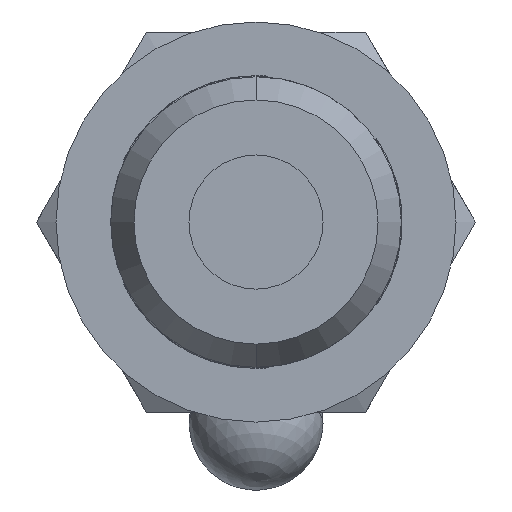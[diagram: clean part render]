
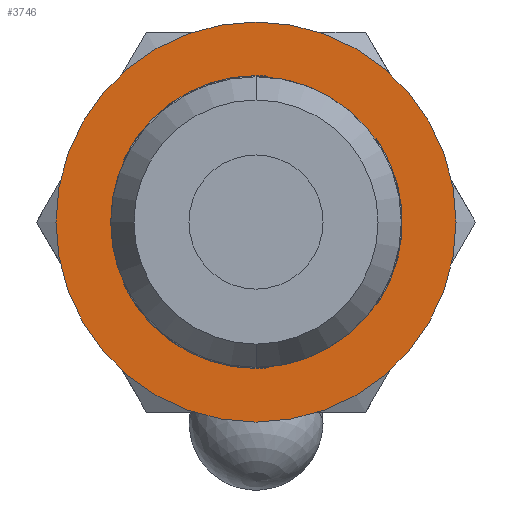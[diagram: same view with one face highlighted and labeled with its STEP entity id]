
A CAD part, front view. The second image highlights one B-rep face of the part: STEP entity #3746.
In plain terms, the highlighted planar face has unit normal (0, -1, 0).
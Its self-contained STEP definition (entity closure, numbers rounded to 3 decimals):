
#193 = DIRECTION ( 'NONE',  ( 0., 0., -1. ) ) ;
#194 = DIRECTION ( 'NONE',  ( 0., -1., 0. ) ) ;
#195 = CARTESIAN_POINT ( 'NONE',  ( 0., 7.2, 0. ) ) ;
#196 = AXIS2_PLACEMENT_3D ( 'NONE', #195, #194, #193 ) ;
#197 = CIRCLE ( 'NONE', #196, 6.55 ) ;
#246 = AXIS2_PLACEMENT_3D ( 'NONE', #325, #324, #323 ) ;
#247 = CIRCLE ( 'NONE', #246, 8.95 ) ;
#248 = AXIS2_PLACEMENT_3D ( 'NONE', #318, #317, #316 ) ;
#249 = CIRCLE ( 'NONE', #248, 6.55 ) ;
#254 = CARTESIAN_POINT ( 'NONE',  ( 0., 7.2, 6.55 ) ) ;
#286 = CARTESIAN_POINT ( 'NONE',  ( -5.85, 7.2, -2.946 ) ) ;
#315 = CARTESIAN_POINT ( 'NONE',  ( -5.85, 7.2, 2.946 ) ) ;
#316 = DIRECTION ( 'NONE',  ( 0., 0., -1. ) ) ;
#317 = DIRECTION ( 'NONE',  ( 0., -1., 0. ) ) ;
#318 = CARTESIAN_POINT ( 'NONE',  ( 0., 7.2, 0. ) ) ;
#322 = CARTESIAN_POINT ( 'NONE',  ( 0., 7.2, -8.95 ) ) ;
#323 = DIRECTION ( 'NONE',  ( 0., 0., -1. ) ) ;
#324 = DIRECTION ( 'NONE',  ( 0., -1., 0. ) ) ;
#325 = CARTESIAN_POINT ( 'NONE',  ( 0., 7.2, 0. ) ) ;
#357 = CARTESIAN_POINT ( 'NONE',  ( 0., 7.2, -6.55 ) ) ;
#2035 = AXIS2_PLACEMENT_3D ( 'NONE', #2041, #2040, #2098 ) ;
#2040 = DIRECTION ( 'NONE',  ( 0., -1., 0. ) ) ;
#2041 = CARTESIAN_POINT ( 'NONE',  ( 0., 7.2, 0. ) ) ;
#2052 = DIRECTION ( 'NONE',  ( 0.866, 0., 0.5 ) ) ;
#2053 = VECTOR ( 'NONE', #2052, 1000. ) ;
#2054 = CARTESIAN_POINT ( 'NONE',  ( 5.476, 7.2, -3.593 ) ) ;
#2055 = LINE ( 'NONE', #2054, #2053 ) ;
#2076 = LINE ( 'NONE', #2095, #2086 ) ;
#2085 = DIRECTION ( 'NONE',  ( -0.866, 0., 0.5 ) ) ;
#2086 = VECTOR ( 'NONE', #2085, 1000. ) ;
#2095 = CARTESIAN_POINT ( 'NONE',  ( 0.374, 7.2, 6.539 ) ) ;
#2098 = DIRECTION ( 'NONE',  ( 0., 0., -1. ) ) ;
#2099 = DIRECTION ( 'NONE',  ( 0., -1., 0. ) ) ;
#2100 = CARTESIAN_POINT ( 'NONE',  ( 0., 7.2, 0. ) ) ;
#2102 = DIRECTION ( 'NONE',  ( 0., 0., -1. ) ) ;
#2106 = CARTESIAN_POINT ( 'NONE',  ( 0.374, 7.2, -6.539 ) ) ;
#2117 = CIRCLE ( 'NONE', #2134, 6.55 ) ;
#2134 = AXIS2_PLACEMENT_3D ( 'NONE', #2100, #2099, #2102 ) ;
#2179 = DIRECTION ( 'NONE',  ( -0.866, 0., 0.5 ) ) ;
#2191 = VECTOR ( 'NONE', #2179, 1000. ) ;
#2192 = CARTESIAN_POINT ( 'NONE',  ( 0.374, 7.2, 6.539 ) ) ;
#2193 = LINE ( 'NONE', #2192, #2191 ) ;
#2206 = DIRECTION ( 'NONE',  ( 0., 0., -1. ) ) ;
#2207 = DIRECTION ( 'NONE',  ( 0., -1., 0. ) ) ;
#2209 = CARTESIAN_POINT ( 'NONE',  ( 0., 7.2, 0. ) ) ;
#2220 = CARTESIAN_POINT ( 'NONE',  ( 0.374, 7.2, 6.539 ) ) ;
#2228 = CIRCLE ( 'NONE', #2035, 6.55 ) ;
#2236 = AXIS2_PLACEMENT_3D ( 'NONE', #2209, #2207, #2206 ) ;
#2237 = CIRCLE ( 'NONE', #2236, 8.95 ) ;
#2239 = CARTESIAN_POINT ( 'NONE',  ( 5.476, 7.2, 3.593 ) ) ;
#2255 = CARTESIAN_POINT ( 'NONE',  ( 0., 7.2, 0. ) ) ;
#2260 = DIRECTION ( 'NONE',  ( 0., -1., 0. ) ) ;
#2264 = DIRECTION ( 'NONE',  ( 0., 0., -1. ) ) ;
#2265 = AXIS2_PLACEMENT_3D ( 'NONE', #2255, #2260, #2264 ) ;
#2267 = CARTESIAN_POINT ( 'NONE',  ( 5.476, 7.2, -3.593 ) ) ;
#2276 = CIRCLE ( 'NONE', #2265, 6.55 ) ;
#2285 = DIRECTION ( 'NONE',  ( 0., 0., -1. ) ) ;
#2286 = VECTOR ( 'NONE', #2285, 1000. ) ;
#2287 = CARTESIAN_POINT ( 'NONE',  ( -5.85, 7.2, -2.946 ) ) ;
#2296 = LINE ( 'NONE', #2287, #2286 ) ;
#2311 = DIRECTION ( 'NONE',  ( 0.866, 0., 0.5 ) ) ;
#2312 = VECTOR ( 'NONE', #2311, 1000. ) ;
#2313 = CARTESIAN_POINT ( 'NONE',  ( 5.476, 7.2, -3.593 ) ) ;
#2314 = LINE ( 'NONE', #2313, #2312 ) ;
#2320 = FACE_BOUND ( 'NONE', #3750, .T. ) ;
#2321 = FACE_OUTER_BOUND ( 'NONE', #3747, .T. ) ;
#2323 = CARTESIAN_POINT ( 'NONE',  ( 6.55, 7.2, 0. ) ) ;
#2325 = DIRECTION ( 'NONE',  ( 0., 0., -1. ) ) ;
#2326 = VECTOR ( 'NONE', #2325, 1000. ) ;
#2327 = CARTESIAN_POINT ( 'NONE',  ( -5.85, 7.2, -2.946 ) ) ;
#2329 = AXIS2_PLACEMENT_3D ( 'NONE', #2323, #2349, #2348 ) ;
#2332 = CARTESIAN_POINT ( 'NONE',  ( 0., 7.2, 0. ) ) ;
#2333 = AXIS2_PLACEMENT_3D ( 'NONE', #2332, #2372, #2371 ) ;
#2334 = CIRCLE ( 'NONE', #2333, 6.5 ) ;
#2339 = CARTESIAN_POINT ( 'NONE',  ( -5.85, 7.2, -2.833 ) ) ;
#2341 = LINE ( 'NONE', #2327, #2326 ) ;
#2342 = PLANE ( 'NONE',  #2329 ) ;
#2348 = DIRECTION ( 'NONE',  ( 0., 0., -1. ) ) ;
#2349 = DIRECTION ( 'NONE',  ( 0., -1., 0. ) ) ;
#2366 = CARTESIAN_POINT ( 'NONE',  ( -5.85, 7.2, 2.833 ) ) ;
#2371 = DIRECTION ( 'NONE',  ( 0., 0., -1. ) ) ;
#2372 = DIRECTION ( 'NONE',  ( 0., 1., 0. ) ) ;
#2471 = CARTESIAN_POINT ( 'NONE',  ( 0., 7.2, 8.95 ) ) ;
#2582 = EDGE_CURVE ( 'NONE', #2583, #2584, #3844, .T. ) ;
#2583 = VERTEX_POINT ( 'NONE', #3839 ) ;
#2584 = VERTEX_POINT ( 'NONE', #3838 ) ;
#2588 = EDGE_CURVE ( 'NONE', #2589, #2590, #3824, .T. ) ;
#2589 = VERTEX_POINT ( 'NONE', #3825 ) ;
#2590 = VERTEX_POINT ( 'NONE', #3894 ) ;
#2646 = VERTEX_POINT ( 'NONE', #2471 ) ;
#2727 = EDGE_CURVE ( 'NONE', #2728, #2646, #247, .T. ) ;
#2728 = VERTEX_POINT ( 'NONE', #322 ) ;
#2735 = VERTEX_POINT ( 'NONE', #286 ) ;
#2737 = EDGE_CURVE ( 'NONE', #2735, #2738, #197, .T. ) ;
#2738 = VERTEX_POINT ( 'NONE', #357 ) ;
#2744 = VERTEX_POINT ( 'NONE', #254 ) ;
#2748 = EDGE_CURVE ( 'NONE', #2744, #2749, #249, .T. ) ;
#2749 = VERTEX_POINT ( 'NONE', #315 ) ;
#3512 = ORIENTED_EDGE ( 'NONE', *, *, #3547, .F. ) ;
#3513 = ORIENTED_EDGE ( 'NONE', *, *, #2737, .F. ) ;
#3518 = EDGE_CURVE ( 'NONE', #2589, #3591, #2076, .T. ) ;
#3534 = EDGE_CURVE ( 'NONE', #3550, #2584, #2055, .T. ) ;
#3547 = EDGE_CURVE ( 'NONE', #2738, #3550, #2117, .T. ) ;
#3550 = VERTEX_POINT ( 'NONE', #2106 ) ;
#3585 = EDGE_CURVE ( 'NONE', #2646, #2728, #2237, .T. ) ;
#3591 = VERTEX_POINT ( 'NONE', #2220 ) ;
#3626 = EDGE_CURVE ( 'NONE', #3633, #2590, #2193, .T. ) ;
#3631 = EDGE_CURVE ( 'NONE', #3636, #3633, #2228, .T. ) ;
#3633 = VERTEX_POINT ( 'NONE', #2239 ) ;
#3636 = VERTEX_POINT ( 'NONE', #2267 ) ;
#3638 = EDGE_CURVE ( 'NONE', #3591, #2744, #2276, .T. ) ;
#3694 = EDGE_CURVE ( 'NONE', #2749, #3816, #2296, .T. ) ;
#3710 = EDGE_CURVE ( 'NONE', #2583, #3636, #2314, .T. ) ;
#3714 = ORIENTED_EDGE ( 'NONE', *, *, #2748, .F. ) ;
#3715 = ORIENTED_EDGE ( 'NONE', *, *, #3638, .F. ) ;
#3716 = ORIENTED_EDGE ( 'NONE', *, *, #3518, .F. ) ;
#3717 = ORIENTED_EDGE ( 'NONE', *, *, #2588, .T. ) ;
#3718 = ORIENTED_EDGE ( 'NONE', *, *, #3626, .F. ) ;
#3719 = ORIENTED_EDGE ( 'NONE', *, *, #3631, .F. ) ;
#3720 = ORIENTED_EDGE ( 'NONE', *, *, #3710, .F. ) ;
#3721 = ORIENTED_EDGE ( 'NONE', *, *, #2582, .T. ) ;
#3722 = ORIENTED_EDGE ( 'NONE', *, *, #3534, .F. ) ;
#3726 = VERTEX_POINT ( 'NONE', #2339 ) ;
#3730 = EDGE_CURVE ( 'NONE', #3726, #2735, #2341, .T. ) ;
#3746 = ADVANCED_FACE ( 'NONE', ( #2321, #2320 ), #2342, .T. ) ;
#3747 = EDGE_LOOP ( 'NONE', ( #3748, #3749 ) ) ;
#3748 = ORIENTED_EDGE ( 'NONE', *, *, #2727, .T. ) ;
#3749 = ORIENTED_EDGE ( 'NONE', *, *, #3585, .T. ) ;
#3750 = EDGE_LOOP ( 'NONE', ( #3777, #3778, #3780, #3714, #3715, #3716, #3717, #3718, #3719, #3720, #3721, #3722, #3512, #3513 ) ) ;
#3777 = ORIENTED_EDGE ( 'NONE', *, *, #3730, .F. ) ;
#3778 = ORIENTED_EDGE ( 'NONE', *, *, #3779, .T. ) ;
#3779 = EDGE_CURVE ( 'NONE', #3726, #3816, #2334, .T. ) ;
#3780 = ORIENTED_EDGE ( 'NONE', *, *, #3694, .F. ) ;
#3816 = VERTEX_POINT ( 'NONE', #2366 ) ;
#3820 = DIRECTION ( 'NONE',  ( 0., 0., -1. ) ) ;
#3821 = DIRECTION ( 'NONE',  ( 0., 1., 0. ) ) ;
#3822 = CARTESIAN_POINT ( 'NONE',  ( 0., 7.2, 0. ) ) ;
#3823 = AXIS2_PLACEMENT_3D ( 'NONE', #3822, #3821, #3820 ) ;
#3824 = CIRCLE ( 'NONE', #3823, 6.5 ) ;
#3825 = CARTESIAN_POINT ( 'NONE',  ( 0.471, 7.2, 6.483 ) ) ;
#3838 = CARTESIAN_POINT ( 'NONE',  ( 0.471, 7.2, -6.483 ) ) ;
#3839 = CARTESIAN_POINT ( 'NONE',  ( 5.379, 7.2, -3.65 ) ) ;
#3840 = DIRECTION ( 'NONE',  ( 0., 0., -1. ) ) ;
#3841 = DIRECTION ( 'NONE',  ( 0., 1., 0. ) ) ;
#3842 = CARTESIAN_POINT ( 'NONE',  ( 0., 7.2, 0. ) ) ;
#3843 = AXIS2_PLACEMENT_3D ( 'NONE', #3842, #3841, #3840 ) ;
#3844 = CIRCLE ( 'NONE', #3843, 6.5 ) ;
#3894 = CARTESIAN_POINT ( 'NONE',  ( 5.379, 7.2, 3.65 ) ) ;
